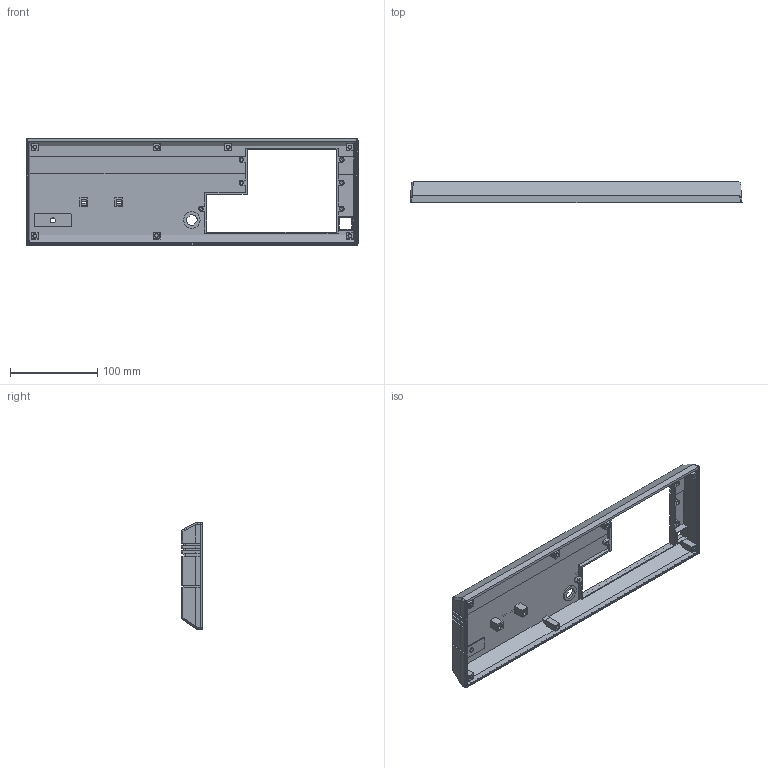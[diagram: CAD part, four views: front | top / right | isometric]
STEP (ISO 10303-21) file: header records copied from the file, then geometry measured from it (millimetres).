
FILE_DESCRIPTION(/* description */ (''),/* implementation_level */ '2;1');
FILE_NAME(/* name */ 'Amiga 4000D v35.step',/* time_stamp */ '2019-12-24T19:11:16+00:00',/* author */ (''),/* organization */ (''),/* preprocessor_version */ 'ST-DEVELOPER v18',/* originating_system */ 'Autodesk Translation Framework v8.12.0.6',/* authorisation */ '');
FILE_SCHEMA (('AUTOMOTIVE_DESIGN { 1 0 10303 214 3 1 1 }'));
Length unit declared in the file: millimetre
Products named in the file (9): Amiga 4000-3; A4000D Cover; MagPeg1; MagPeg2; MagPeg3; MagPeg4; MagPeg5; MagPeg6; MagPeg7
Assembly tree (8 placements, depth 2):
  Amiga 4000-3
    A4000D Cover
    MagPeg1
    MagPeg2
    MagPeg3
    MagPeg4
    MagPeg5
    MagPeg6
    MagPeg7
Bounding box: 381.42 x 24.54 x 122.5 mm (x, y, z)
Volume: 147877.1 mm3; surface area: 128820.7 mm2
Topology: 8 solids, 8 shells, 953 faces, 2622 edges, 1738 vertices
Faces by surface type: plane 646, bspline 250, cylinder 44, torus 7, cone 6
Full cylindrical faces by diameter (mm): 4 x6, 4.15 x7, 5.75 x1, 19 x2
Entity records: 32683 total; most frequent: CARTESIAN_POINT 9742, ORIENTED_EDGE 5232, DIRECTION 3704, EDGE_CURVE 2616, LINE 1968, VECTOR 1968, VERTEX_POINT 1738, EDGE_LOOP 1024
